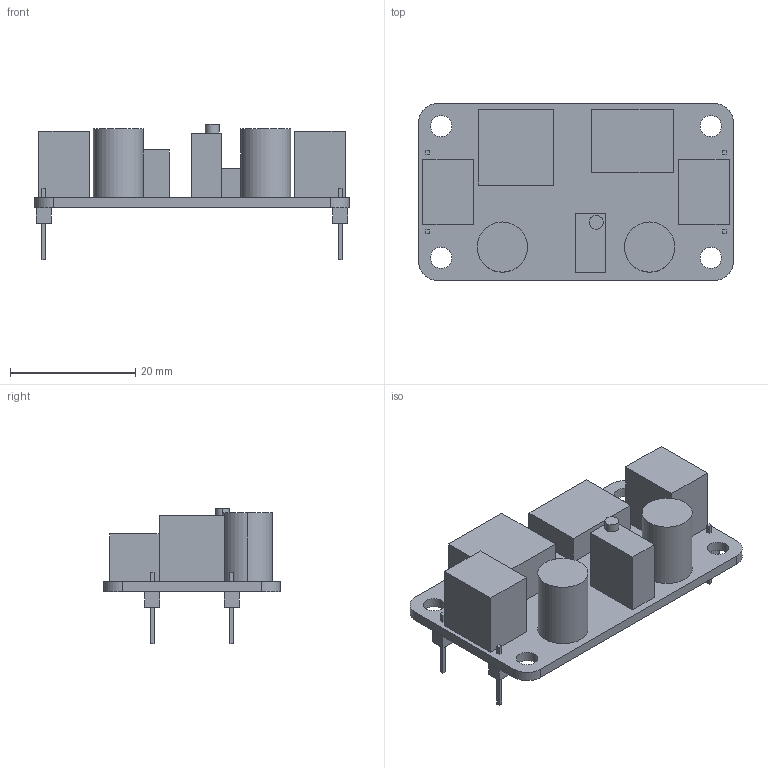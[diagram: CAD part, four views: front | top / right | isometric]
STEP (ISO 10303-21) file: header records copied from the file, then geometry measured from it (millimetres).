
FILE_DESCRIPTION (( 'STEP AP214' ), '1' );
FILE_NAME ('GENERIC_DC_BOOST_XL6019.STEP', '2023-02-18T18:39:40', ( '' ), ( '' ), 'SwSTEP 2.0', 'SolidWorks 2022', '' );
FILE_SCHEMA (( 'AUTOMOTIVE_DESIGN' ));
Length unit declared in the file: millimetre
Products named in the file (1): GENERIC_DC_BOOST_XL6019
Bounding box: 50.2 x 28.2 x 21.6 mm (x, y, z)
Volume: 7315.3 mm3; surface area: 6272.5 mm2
Topology: 13 solids, 13 shells, 104 faces, 222 edges, 148 vertices
Faces by surface type: plane 86, cylinder 18
Entity records: 3567 total; most frequent: CARTESIAN_POINT 475, DIRECTION 468, ORIENTED_EDGE 444, EDGE_CURVE 222, VECTOR 186, LINE 186, VERTEX_POINT 148, AXIS2_PLACEMENT_3D 141
